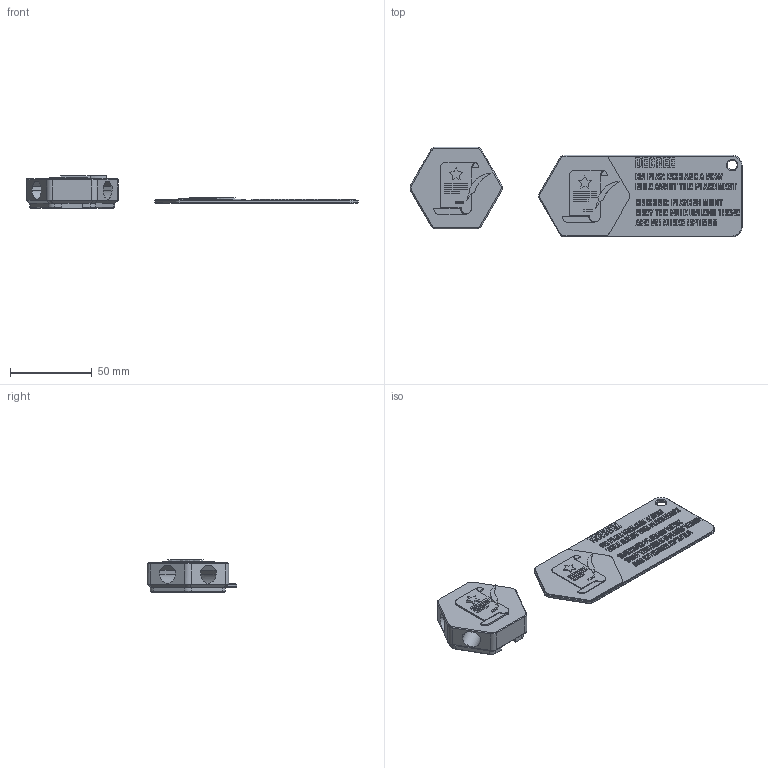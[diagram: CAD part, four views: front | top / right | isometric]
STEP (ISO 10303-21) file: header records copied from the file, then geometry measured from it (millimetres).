
FILE_DESCRIPTION(/* description */ (''),/* implementation_level */ '2;1');
FILE_NAME(/* name */ 'Decree.step',/* time_stamp */ '2025-04-05T22:40:19-07:00',/* author */ (''),/* organization */ (''),/* preprocessor_version */ 'ST-DEVELOPER v20.1',/* originating_system */ 'Autodesk Translation Framework v14.4.0.0',/* authorisation */ '');
FILE_SCHEMA (('AUTOMOTIVE_DESIGN { 1 0 10303 214 3 1 1 }'));
Products named in the file (2): Decree; Decree Tile
Assembly tree (1 placements, depth 2):
  Decree
    Decree Tile
Bounding box: 203.25 x 55 x 20 mm (x, y, z)
Volume: 42628.6 mm3; surface area: 23414 mm2
Topology: 2 solids, 2 shells, 1807 faces, 4873 edges, 3229 vertices
Faces by surface type: plane 1399, bspline 336, cylinder 48, cone 24
Full cylindrical faces by diameter (mm): 6 x1
Entity records: 59051 total; most frequent: CARTESIAN_POINT 15775, ORIENTED_EDGE 9746, DIRECTION 7275, EDGE_CURVE 4873, LINE 4063, VECTOR 4063, VERTEX_POINT 3229, EDGE_LOOP 1974
